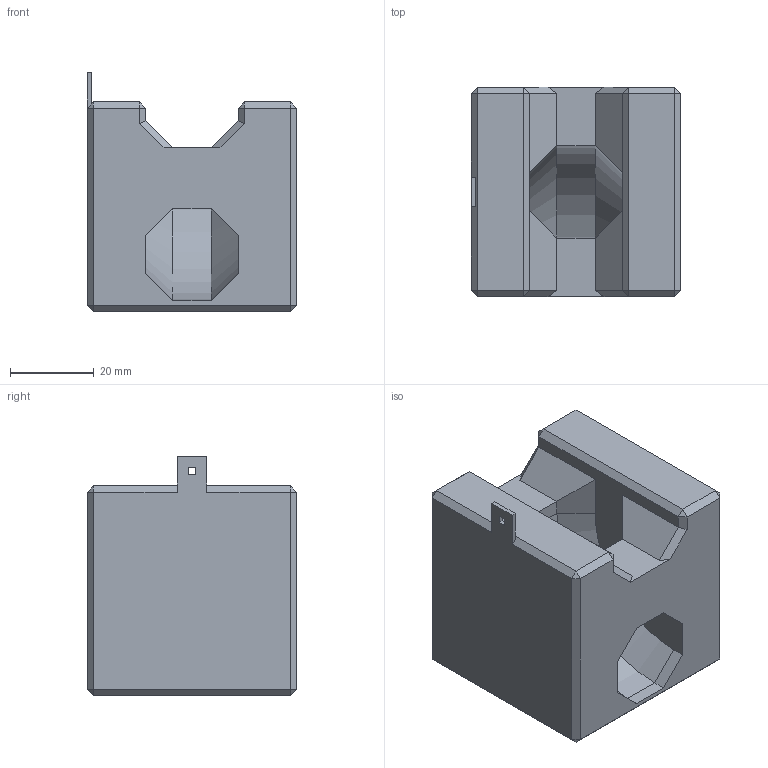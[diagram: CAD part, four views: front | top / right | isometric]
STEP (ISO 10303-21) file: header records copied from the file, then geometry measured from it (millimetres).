
FILE_DESCRIPTION (( 'STEP AP214' ), '1' );
FILE_NAME ('Cuboro_22.STEP', '2022-02-24T20:06:33', ( '' ), ( '' ), 'SwSTEP 2.0', 'SolidWorks 2019', '' );
FILE_SCHEMA (( 'AUTOMOTIVE_DESIGN' ));
Length unit declared in the file: millimetre
Products named in the file (1): Cuboro_22
Bounding box: 50 x 50 x 57 mm (x, y, z)
Volume: 97237.6 mm3; surface area: 17161.9 mm2
Topology: 1 solids, 1 shells, 77 faces, 176 edges, 100 vertices
Faces by surface type: plane 71, cone 4, cylinder 2
Entity records: 2104 total; most frequent: CARTESIAN_POINT 354, ORIENTED_EDGE 352, DIRECTION 340, EDGE_CURVE 176, VECTOR 168, LINE 168, VERTEX_POINT 100, AXIS2_PLACEMENT_3D 86
